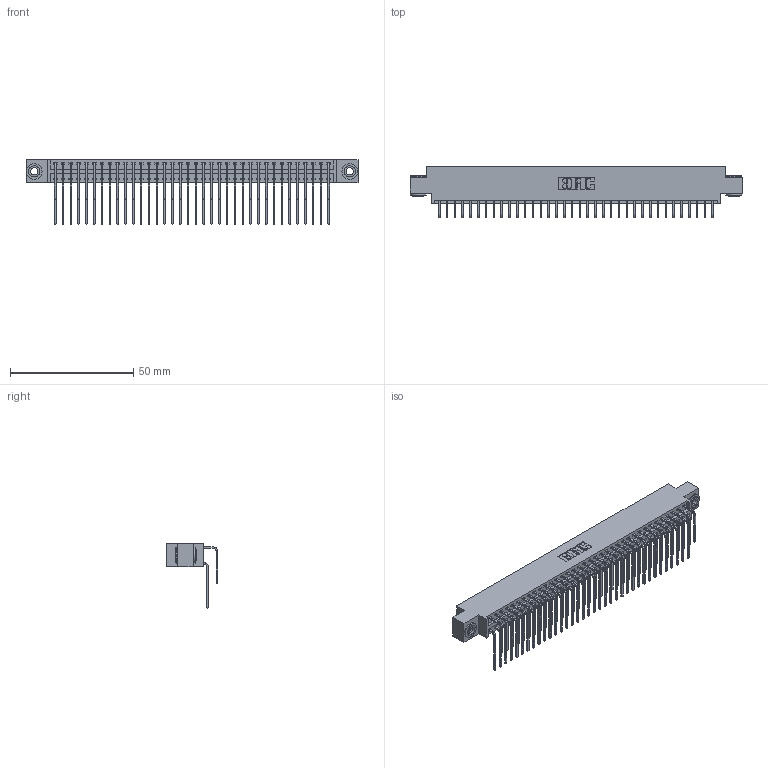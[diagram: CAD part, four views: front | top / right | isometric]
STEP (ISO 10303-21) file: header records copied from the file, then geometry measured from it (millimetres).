
FILE_DESCRIPTION (( 'STEP AP203' ), '1' );
FILE_NAME ('396-072-559-803.STEP', '2018-09-09T11:01:27', ( '' ), ( '' ), 'SwSTEP 2.0', 'SolidWorks 2016', '' );
FILE_SCHEMA (( 'CONFIG_CONTROL_DESIGN' ));
Length unit declared in the file: inch
Products named in the file (5): 345-292-001_558 559 Tail - 1; 345-292-001_559 Tail - 2; 345-250-002_345-250-002-102; 396-072-559-803; 346 Part_0.170 Offset - 0.156 Dia-TH
Assembly tree (75 placements, depth 2):
  396-072-559-803
    346 Part_0.170 Offset - 0.156 Dia-TH
    345-292-001_558 559 Tail - 1  x36
    345-292-001_559 Tail - 2  x36
    345-250-002_345-250-002-102  x2
Bounding box: 134.87 x 20.89 x 26.16 mm (x, y, z)
Volume: 13385.4 mm3; surface area: 20691.2 mm2
Topology: 75 solids, 75 shells, 4052 faces, 12009 edges, 7906 vertices
Faces by surface type: plane 2754, cylinder 1290, cone 8
Entity records: 26868 total; most frequent: CARTESIAN_POINT 4466, ORIENTED_EDGE 4342, DIRECTION 3989, EDGE_CURVE 2171, VECTOR 1831, LINE 1831, VERTEX_POINT 1442, AXIS2_PLACEMENT_3D 1079
